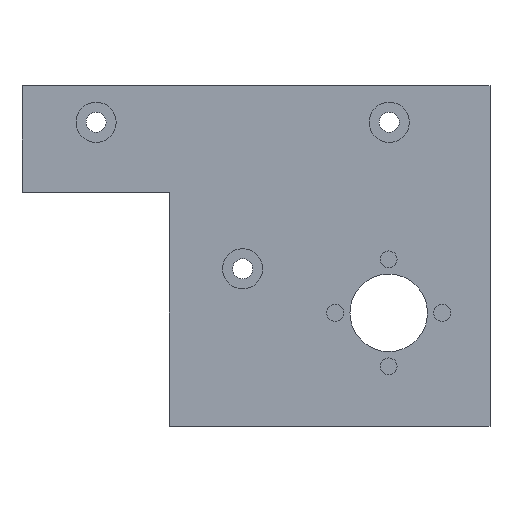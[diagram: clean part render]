
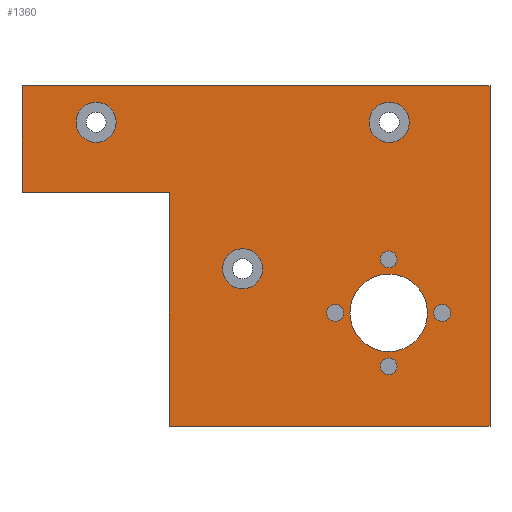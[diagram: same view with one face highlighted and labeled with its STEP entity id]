
A CAD part, front view. The second image highlights one B-rep face of the part: STEP entity #1360.
In plain terms, the highlighted planar face has unit normal (0, -1, 0).
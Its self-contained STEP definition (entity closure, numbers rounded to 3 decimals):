
#31=FACE_BOUND('',#230,.T.);
#32=FACE_BOUND('',#231,.T.);
#33=FACE_BOUND('',#232,.T.);
#34=FACE_BOUND('',#233,.T.);
#35=FACE_BOUND('',#234,.T.);
#36=FACE_BOUND('',#235,.T.);
#37=FACE_BOUND('',#236,.T.);
#38=FACE_BOUND('',#237,.T.);
#88=PLANE('',#1486);
#141=FACE_OUTER_BOUND('',#229,.T.);
#229=EDGE_LOOP('',(#981,#982,#983,#984,#985,#986));
#230=EDGE_LOOP('',(#987));
#231=EDGE_LOOP('',(#988));
#232=EDGE_LOOP('',(#989));
#233=EDGE_LOOP('',(#990));
#234=EDGE_LOOP('',(#991));
#235=EDGE_LOOP('',(#992));
#236=EDGE_LOOP('',(#993));
#237=EDGE_LOOP('',(#994));
#356=LINE('',#2122,#460);
#357=LINE('',#2124,#461);
#358=LINE('',#2126,#462);
#359=LINE('',#2128,#463);
#360=LINE('',#2130,#464);
#361=LINE('',#2131,#465);
#460=VECTOR('',#1697,10.);
#461=VECTOR('',#1698,10.);
#462=VECTOR('',#1699,10.);
#463=VECTOR('',#1700,10.);
#464=VECTOR('',#1701,10.);
#465=VECTOR('',#1702,10.);
#570=CIRCLE('',#1477,1.25);
#572=CIRCLE('',#1481,1.25);
#574=CIRCLE('',#1485,1.25);
#575=CIRCLE('',#1487,3.);
#576=CIRCLE('',#1488,3.);
#577=CIRCLE('',#1489,3.);
#578=CIRCLE('',#1490,1.25);
#579=CIRCLE('',#1491,5.8);
#649=VERTEX_POINT('',#2102);
#651=VERTEX_POINT('',#2109);
#653=VERTEX_POINT('',#2116);
#654=VERTEX_POINT('',#2120);
#655=VERTEX_POINT('',#2121);
#656=VERTEX_POINT('',#2123);
#657=VERTEX_POINT('',#2125);
#658=VERTEX_POINT('',#2127);
#659=VERTEX_POINT('',#2129);
#660=VERTEX_POINT('',#2132);
#661=VERTEX_POINT('',#2134);
#662=VERTEX_POINT('',#2136);
#663=VERTEX_POINT('',#2138);
#664=VERTEX_POINT('',#2140);
#776=EDGE_CURVE('',#649,#649,#570,.T.);
#779=EDGE_CURVE('',#651,#651,#572,.T.);
#782=EDGE_CURVE('',#653,#653,#574,.T.);
#784=EDGE_CURVE('',#654,#655,#356,.T.);
#785=EDGE_CURVE('',#656,#655,#357,.T.);
#786=EDGE_CURVE('',#657,#656,#358,.T.);
#787=EDGE_CURVE('',#658,#657,#359,.T.);
#788=EDGE_CURVE('',#659,#658,#360,.T.);
#789=EDGE_CURVE('',#659,#654,#361,.T.);
#790=EDGE_CURVE('',#660,#660,#575,.T.);
#791=EDGE_CURVE('',#661,#661,#576,.T.);
#792=EDGE_CURVE('',#662,#662,#577,.T.);
#793=EDGE_CURVE('',#663,#663,#578,.T.);
#794=EDGE_CURVE('',#664,#664,#579,.T.);
#981=ORIENTED_EDGE('',*,*,#784,.T.);
#982=ORIENTED_EDGE('',*,*,#785,.F.);
#983=ORIENTED_EDGE('',*,*,#786,.F.);
#984=ORIENTED_EDGE('',*,*,#787,.F.);
#985=ORIENTED_EDGE('',*,*,#788,.F.);
#986=ORIENTED_EDGE('',*,*,#789,.T.);
#987=ORIENTED_EDGE('',*,*,#790,.T.);
#988=ORIENTED_EDGE('',*,*,#791,.T.);
#989=ORIENTED_EDGE('',*,*,#792,.T.);
#990=ORIENTED_EDGE('',*,*,#776,.T.);
#991=ORIENTED_EDGE('',*,*,#779,.T.);
#992=ORIENTED_EDGE('',*,*,#782,.T.);
#993=ORIENTED_EDGE('',*,*,#793,.T.);
#994=ORIENTED_EDGE('',*,*,#794,.T.);
#1360=ADVANCED_FACE('',(#141,#31,#32,#33,#34,#35,#36,#37,#38),#88,.F.);
#1477=AXIS2_PLACEMENT_3D('',#2103,#1674,#1675);
#1481=AXIS2_PLACEMENT_3D('',#2110,#1683,#1684);
#1485=AXIS2_PLACEMENT_3D('',#2117,#1692,#1693);
#1486=AXIS2_PLACEMENT_3D('',#2119,#1695,#1696);
#1487=AXIS2_PLACEMENT_3D('',#2133,#1703,#1704);
#1488=AXIS2_PLACEMENT_3D('',#2135,#1705,#1706);
#1489=AXIS2_PLACEMENT_3D('',#2137,#1707,#1708);
#1490=AXIS2_PLACEMENT_3D('',#2139,#1709,#1710);
#1491=AXIS2_PLACEMENT_3D('',#2141,#1711,#1712);
#1674=DIRECTION('center_axis',(0.,1.,0.));
#1675=DIRECTION('ref_axis',(0.,0.,-1.));
#1683=DIRECTION('center_axis',(0.,1.,0.));
#1684=DIRECTION('ref_axis',(-1.,0.,0.));
#1692=DIRECTION('center_axis',(0.,1.,0.));
#1693=DIRECTION('ref_axis',(0.,0.,1.));
#1695=DIRECTION('center_axis',(0.,1.,0.));
#1696=DIRECTION('ref_axis',(1.,0.,0.));
#1697=DIRECTION('',(0.,0.,-1.));
#1698=DIRECTION('',(-1.,0.,0.));
#1699=DIRECTION('',(0.,0.,-1.));
#1700=DIRECTION('',(1.,0.,0.));
#1701=DIRECTION('',(0.,0.,1.));
#1702=DIRECTION('',(1.,0.,0.));
#1703=DIRECTION('center_axis',(0.,1.,0.));
#1704=DIRECTION('ref_axis',(1.,0.,0.));
#1705=DIRECTION('center_axis',(0.,1.,0.));
#1706=DIRECTION('ref_axis',(1.,0.,0.));
#1707=DIRECTION('center_axis',(0.,1.,0.));
#1708=DIRECTION('ref_axis',(1.,0.,0.));
#1709=DIRECTION('center_axis',(0.,1.,0.));
#1710=DIRECTION('ref_axis',(1.,0.,0.));
#1711=DIRECTION('center_axis',(0.,1.,0.));
#1712=DIRECTION('ref_axis',(-1.,0.,0.));
#2102=CARTESIAN_POINT('',(54.85,0.,-24.75));
#2103=CARTESIAN_POINT('Origin',(54.85,0.,-26.));
#2109=CARTESIAN_POINT('',(64.1,0.,-34.));
#2110=CARTESIAN_POINT('Origin',(62.85,0.,-34.));
#2116=CARTESIAN_POINT('',(54.85,0.,-43.25));
#2117=CARTESIAN_POINT('Origin',(54.85,0.,-42.));
#2119=CARTESIAN_POINT('Origin',(35.,0.,-25.5));
#2120=CARTESIAN_POINT('',(22.,0.,-16.));
#2121=CARTESIAN_POINT('',(22.,0.,-51.));
#2122=CARTESIAN_POINT('',(22.,0.,-38.25));
#2123=CARTESIAN_POINT('',(70.,0.,-51.));
#2124=CARTESIAN_POINT('',(70.,0.,-51.));
#2125=CARTESIAN_POINT('',(70.,0.,0.));
#2126=CARTESIAN_POINT('',(70.,0.,0.));
#2127=CARTESIAN_POINT('',(0.,0.,0.));
#2128=CARTESIAN_POINT('',(0.,0.,0.));
#2129=CARTESIAN_POINT('',(0.,0.,-16.));
#2130=CARTESIAN_POINT('',(0.,0.,-51.));
#2131=CARTESIAN_POINT('',(28.5,0.,-16.));
#2132=CARTESIAN_POINT('',(51.922,0.,-5.5));
#2133=CARTESIAN_POINT('Origin',(54.922,0.,-5.5));
#2134=CARTESIAN_POINT('',(30.,0.,-27.419));
#2135=CARTESIAN_POINT('Origin',(33.,0.,-27.419));
#2136=CARTESIAN_POINT('',(8.081,0.,-5.496));
#2137=CARTESIAN_POINT('Origin',(11.081,0.,-5.496));
#2138=CARTESIAN_POINT('',(45.6,0.,-34.));
#2139=CARTESIAN_POINT('Origin',(46.85,0.,-34.));
#2140=CARTESIAN_POINT('',(60.65,0.,-34.));
#2141=CARTESIAN_POINT('Origin',(54.85,0.,-34.));
